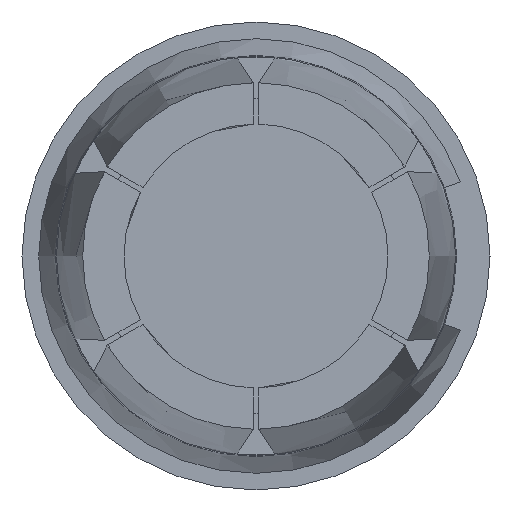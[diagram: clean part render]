
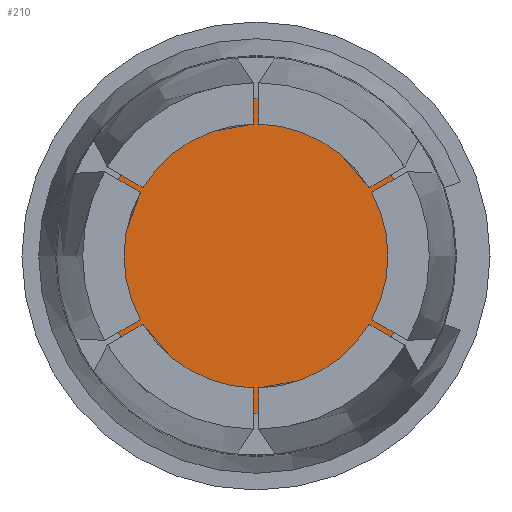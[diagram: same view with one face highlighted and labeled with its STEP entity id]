
A CAD part, front view. The second image highlights one B-rep face of the part: STEP entity #210.
In plain terms, the highlighted planar face has unit normal (0, -1, 0).
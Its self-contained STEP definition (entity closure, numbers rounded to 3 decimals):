
#162=CIRCLE('',#892,1.905);
#210=ADVANCED_FACE('',(#275),#244,.T.);
#244=PLANE('',#894);
#275=FACE_OUTER_BOUND('',#340,.T.);
#340=EDGE_LOOP('',(#550));
#550=ORIENTED_EDGE('',*,*,#732,.F.);
#627=VERTEX_POINT('',#1433);
#732=EDGE_CURVE('',#627,#627,#162,.T.);
#892=AXIS2_PLACEMENT_3D('',#1432,#1111,#1112);
#894=AXIS2_PLACEMENT_3D('',#1435,#1115,#1116);
#1111=DIRECTION('',(0.,1.,0.));
#1112=DIRECTION('',(1.,0.,0.));
#1115=DIRECTION('',(0.,-1.,0.));
#1116=DIRECTION('',(0.,0.,1.));
#1432=CARTESIAN_POINT('',(-0.264,18.595,-27.562));
#1433=CARTESIAN_POINT('',(1.641,18.595,-27.562));
#1435=CARTESIAN_POINT('',(1.832,18.595,-29.658));
